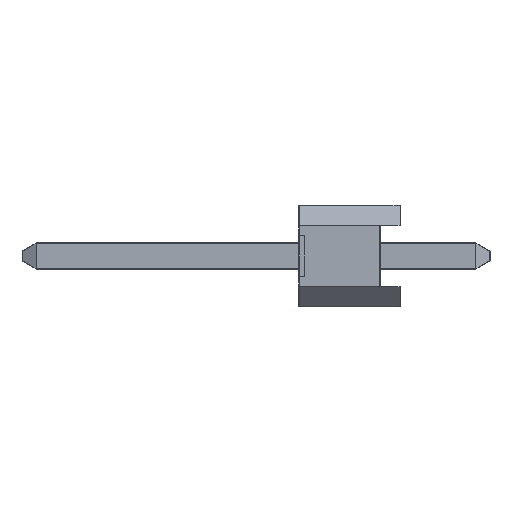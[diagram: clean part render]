
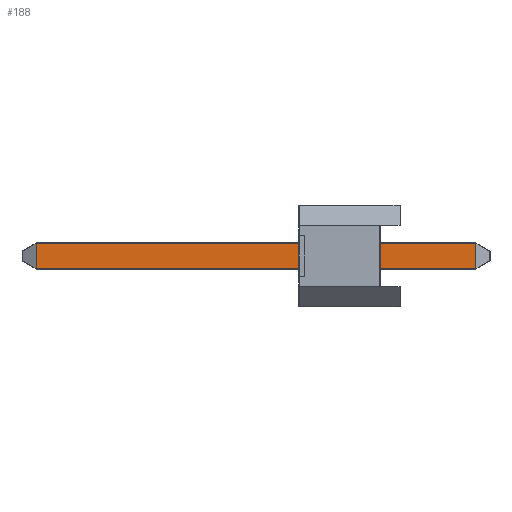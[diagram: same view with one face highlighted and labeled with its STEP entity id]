
A CAD part, left-side view. The second image highlights one B-rep face of the part: STEP entity #188.
In plain terms, the highlighted planar face has unit normal (-1, 0, 0).
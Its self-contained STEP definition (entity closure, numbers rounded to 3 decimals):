
#63 = VECTOR ( 'NONE', #2197, 1000. ) ;
#115 = ORIENTED_EDGE ( 'NONE', *, *, #2608, .T. ) ;
#136 = LINE ( 'NONE', #1075, #63 ) ;
#188 = ADVANCED_FACE ( 'NONE', ( #2314 ), #613, .F. ) ;
#271 = VERTEX_POINT ( 'NONE', #3335 ) ;
#279 = CARTESIAN_POINT ( 'NONE',  ( -0.32, 11.5, -0.32 ) ) ;
#443 = ORIENTED_EDGE ( 'NONE', *, *, #3464, .T. ) ;
#613 = PLANE ( 'NONE',  #3396 ) ;
#735 = ORIENTED_EDGE ( 'NONE', *, *, #2814, .T. ) ;
#877 = CARTESIAN_POINT ( 'NONE',  ( -0.32, 11.154, 0.31 ) ) ;
#987 = CARTESIAN_POINT ( 'NONE',  ( -0.32, 11.154, -0.31 ) ) ;
#1012 = DIRECTION ( 'NONE',  ( 0., 0., -1. ) ) ;
#1075 = CARTESIAN_POINT ( 'NONE',  ( -0.32, 11.5, -0.31 ) ) ;
#1104 = DIRECTION ( 'NONE',  ( 0., 1., 0. ) ) ;
#1334 = CARTESIAN_POINT ( 'NONE',  ( -0.32, 0.346, -0.32 ) ) ;
#1405 = VECTOR ( 'NONE', #1012, 1000. ) ;
#2019 = VECTOR ( 'NONE', #1104, 1000. ) ;
#2159 = CARTESIAN_POINT ( 'NONE',  ( -0.32, 11.154, -0.32 ) ) ;
#2170 = CARTESIAN_POINT ( 'NONE',  ( -0.32, 0.346, 0.31 ) ) ;
#2176 = EDGE_LOOP ( 'NONE', ( #2771, #443, #115, #735 ) ) ;
#2197 = DIRECTION ( 'NONE',  ( 0., -1., 0. ) ) ;
#2241 = VERTEX_POINT ( 'NONE', #877 ) ;
#2273 = CARTESIAN_POINT ( 'NONE',  ( -0.32, 11.5, 0.31 ) ) ;
#2314 = FACE_OUTER_BOUND ( 'NONE', #2176, .T. ) ;
#2351 = DIRECTION ( 'NONE',  ( 0., 0., -1. ) ) ;
#2369 = DIRECTION ( 'NONE',  ( 1., 0., 0. ) ) ;
#2504 = LINE ( 'NONE', #1334, #2561 ) ;
#2561 = VECTOR ( 'NONE', #3705, 1000. ) ;
#2608 = EDGE_CURVE ( 'NONE', #271, #3390, #2504, .T. ) ;
#2716 = EDGE_CURVE ( 'NONE', #2241, #3109, #2815, .T. ) ;
#2771 = ORIENTED_EDGE ( 'NONE', *, *, #2716, .T. ) ;
#2814 = EDGE_CURVE ( 'NONE', #3390, #2241, #3121, .T. ) ;
#2815 = LINE ( 'NONE', #2159, #1405 ) ;
#3109 = VERTEX_POINT ( 'NONE', #987 ) ;
#3121 = LINE ( 'NONE', #2273, #2019 ) ;
#3335 = CARTESIAN_POINT ( 'NONE',  ( -0.32, 0.346, -0.31 ) ) ;
#3390 = VERTEX_POINT ( 'NONE', #2170 ) ;
#3396 = AXIS2_PLACEMENT_3D ( 'NONE', #279, #2369, #2351 ) ;
#3464 = EDGE_CURVE ( 'NONE', #3109, #271, #136, .T. ) ;
#3705 = DIRECTION ( 'NONE',  ( 0., 0., 1. ) ) ;
